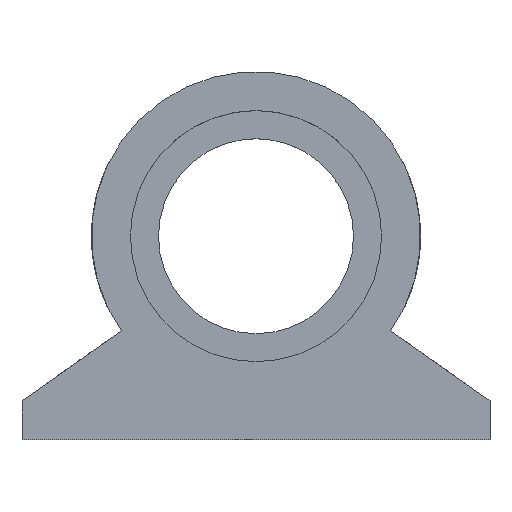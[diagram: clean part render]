
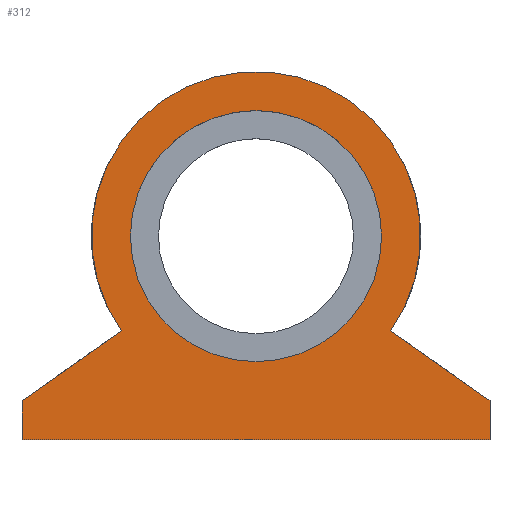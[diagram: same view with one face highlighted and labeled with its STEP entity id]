
A CAD part, top view. The second image highlights one B-rep face of the part: STEP entity #312.
In plain terms, the highlighted planar face has unit normal (0, 0, 1).
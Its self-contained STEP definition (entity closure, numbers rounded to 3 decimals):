
#38=FACE_BOUND('',#87,.T.);
#57=FACE_OUTER_BOUND('',#86,.T.);
#86=EDGE_LOOP('',(#277,#278,#279,#280,#281,#282));
#87=EDGE_LOOP('',(#283));
#98=CIRCLE('',#354,16.1);
#99=CIRCLE('',#358,21.1);
#106=LINE('',#470,#128);
#109=LINE('',#479,#131);
#111=LINE('',#483,#133);
#118=LINE('',#607,#140);
#120=LINE('',#611,#142);
#128=VECTOR('',#376,10.);
#131=VECTOR('',#385,10.);
#133=VECTOR('',#389,10.);
#140=VECTOR('',#438,10.);
#142=VECTOR('',#442,10.);
#151=VERTEX_POINT('',#467);
#152=VERTEX_POINT('',#469);
#155=VERTEX_POINT('',#477);
#156=VERTEX_POINT('',#481);
#167=VERTEX_POINT('',#602);
#168=VERTEX_POINT('',#606);
#169=VERTEX_POINT('',#610);
#178=EDGE_CURVE('',#152,#151,#106,.T.);
#183=EDGE_CURVE('',#151,#155,#109,.T.);
#185=EDGE_CURVE('',#155,#156,#111,.T.);
#201=EDGE_CURVE('',#167,#167,#98,.T.);
#203=EDGE_CURVE('',#168,#152,#118,.T.);
#205=EDGE_CURVE('',#169,#168,#120,.T.);
#207=EDGE_CURVE('',#156,#169,#99,.T.);
#277=ORIENTED_EDGE('',*,*,#185,.T.);
#278=ORIENTED_EDGE('',*,*,#207,.T.);
#279=ORIENTED_EDGE('',*,*,#205,.T.);
#280=ORIENTED_EDGE('',*,*,#203,.T.);
#281=ORIENTED_EDGE('',*,*,#178,.T.);
#282=ORIENTED_EDGE('',*,*,#183,.T.);
#283=ORIENTED_EDGE('',*,*,#201,.T.);
#293=PLANE('',#359);
#312=ADVANCED_FACE('',(#57,#38),#293,.T.);
#354=AXIS2_PLACEMENT_3D('',#603,#433,#434);
#358=AXIS2_PLACEMENT_3D('',#614,#446,#447);
#359=AXIS2_PLACEMENT_3D('',#615,#448,#449);
#376=DIRECTION('',(1.,0.,0.));
#385=DIRECTION('',(0.,1.,0.));
#389=DIRECTION('',(-0.818,0.575,0.));
#433=DIRECTION('center_axis',(0.,0.,-1.));
#434=DIRECTION('ref_axis',(1.,0.,0.));
#438=DIRECTION('',(0.,-1.,0.));
#442=DIRECTION('',(-0.818,-0.575,0.));
#446=DIRECTION('center_axis',(0.,0.,1.));
#447=DIRECTION('ref_axis',(1.,0.,0.));
#448=DIRECTION('center_axis',(0.,0.,1.));
#449=DIRECTION('ref_axis',(1.,0.,0.));
#467=CARTESIAN_POINT('',(30.,-26.1,15.));
#469=CARTESIAN_POINT('',(-30.,-26.1,15.));
#470=CARTESIAN_POINT('',(30.,-26.1,15.));
#477=CARTESIAN_POINT('',(30.,-21.1,15.));
#479=CARTESIAN_POINT('',(30.,-21.1,15.));
#481=CARTESIAN_POINT('',(17.259,-12.139,15.));
#483=CARTESIAN_POINT('',(0.,0.,15.));
#602=CARTESIAN_POINT('',(-16.1,0.,15.));
#603=CARTESIAN_POINT('Origin',(0.,0.,15.));
#606=CARTESIAN_POINT('',(-30.,-21.1,15.));
#607=CARTESIAN_POINT('',(-30.,-26.1,15.));
#610=CARTESIAN_POINT('',(-17.259,-12.139,15.));
#611=CARTESIAN_POINT('',(-30.,-21.1,15.));
#614=CARTESIAN_POINT('Origin',(0.,0.,15.));
#615=CARTESIAN_POINT('Origin',(0.,-2.5,15.));
